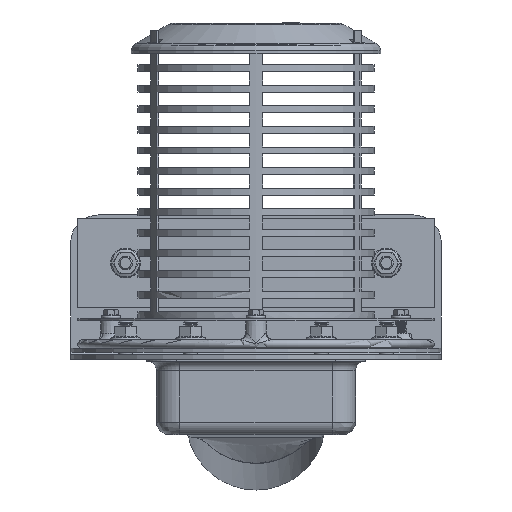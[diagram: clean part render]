
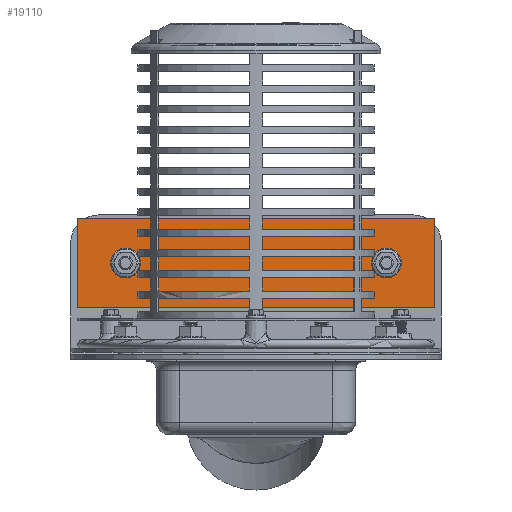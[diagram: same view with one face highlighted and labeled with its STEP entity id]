
A CAD part, left-side view. The second image highlights one B-rep face of the part: STEP entity #19110.
In plain terms, the highlighted planar face has unit normal (-1, 0, 0).
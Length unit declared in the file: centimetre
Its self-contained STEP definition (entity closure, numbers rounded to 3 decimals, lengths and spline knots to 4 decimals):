
#551=FACE_BOUND('',#4018,.T.);
#552=FACE_BOUND('',#4019,.T.);
#1393=CIRCLE('',#20599,8.);
#1394=CIRCLE('',#20601,8.);
#2850=FACE_OUTER_BOUND('',#4017,.T.);
#4017=EDGE_LOOP('',(#14178,#14179,#14180,#14181));
#4018=EDGE_LOOP('',(#14182));
#4019=EDGE_LOOP('',(#14183));
#5421=LINE('',#35314,#6830);
#5424=LINE('',#35319,#6833);
#5427=LINE('',#35335,#6836);
#5429=LINE('',#35338,#6838);
#6830=VECTOR('',#24026,1.);
#6833=VECTOR('',#24031,1.);
#6836=VECTOR('',#24050,1.);
#6838=VECTOR('',#24054,1.);
#8341=VERTEX_POINT('',#35311);
#8342=VERTEX_POINT('',#35313);
#8343=VERTEX_POINT('',#35317);
#8346=VERTEX_POINT('',#35326);
#8347=VERTEX_POINT('',#35330);
#8348=VERTEX_POINT('',#35334);
#10461=EDGE_CURVE('',#8342,#8341,#5421,.T.);
#10464=EDGE_CURVE('',#8341,#8343,#5424,.T.);
#10467=EDGE_CURVE('',#8346,#8346,#1393,.T.);
#10469=EDGE_CURVE('',#8347,#8347,#1394,.T.);
#10471=EDGE_CURVE('',#8348,#8342,#5427,.T.);
#10473=EDGE_CURVE('',#8343,#8348,#5429,.T.);
#14178=ORIENTED_EDGE('',*,*,#10464,.T.);
#14179=ORIENTED_EDGE('',*,*,#10473,.T.);
#14180=ORIENTED_EDGE('',*,*,#10471,.T.);
#14181=ORIENTED_EDGE('',*,*,#10461,.T.);
#14182=ORIENTED_EDGE('',*,*,#10469,.T.);
#14183=ORIENTED_EDGE('',*,*,#10467,.T.);
#18300=PLANE('',#20604);
#19110=ADVANCED_FACE('',(#2850,#551,#552),#18300,.T.);
#20599=AXIS2_PLACEMENT_3D('',#35327,#24040,#24041);
#20601=AXIS2_PLACEMENT_3D('',#35331,#24045,#24046);
#20604=AXIS2_PLACEMENT_3D('',#35339,#24055,#24056);
#24026=DIRECTION('',(0.,1.,0.));
#24031=DIRECTION('',(0.,0.,-1.));
#24040=DIRECTION('center_axis',(1.,0.,0.));
#24041=DIRECTION('ref_axis',(0.,-1.,0.));
#24045=DIRECTION('center_axis',(1.,0.,0.));
#24046=DIRECTION('ref_axis',(0.,-1.,0.));
#24050=DIRECTION('',(0.,0.,1.));
#24054=DIRECTION('',(0.,-1.,0.));
#24055=DIRECTION('center_axis',(-1.,0.,0.));
#24056=DIRECTION('ref_axis',(0.,-1.,0.));
#35311=CARTESIAN_POINT('',(265.999,130.,102.499));
#35313=CARTESIAN_POINT('',(265.999,-130.,102.499));
#35314=CARTESIAN_POINT('',(265.999,-130.,102.499));
#35317=CARTESIAN_POINT('',(265.999,130.,37.499));
#35319=CARTESIAN_POINT('',(265.999,130.,102.499));
#35326=CARTESIAN_POINT('',(265.999,103.,69.999));
#35327=CARTESIAN_POINT('Origin',(265.999,95.,69.999));
#35330=CARTESIAN_POINT('',(265.999,-87.,69.999));
#35331=CARTESIAN_POINT('Origin',(265.999,-95.,69.999));
#35334=CARTESIAN_POINT('',(265.999,-130.,37.499));
#35335=CARTESIAN_POINT('',(265.999,-130.,37.499));
#35338=CARTESIAN_POINT('',(265.999,130.,37.499));
#35339=CARTESIAN_POINT('Origin',(265.999,0.,
69.999));
